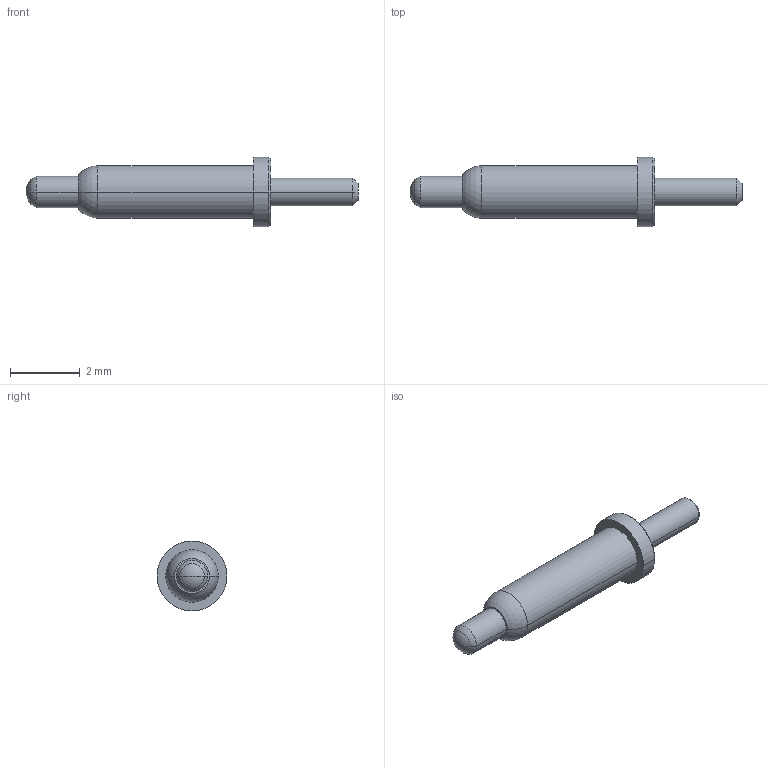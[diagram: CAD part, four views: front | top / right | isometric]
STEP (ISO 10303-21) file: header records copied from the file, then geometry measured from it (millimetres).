
FILE_DESCRIPTION(('Creo Elements/Direct Modeling STEP Export'),'2;1');
FILE_NAME('J-5515PT-1-00-0000.stp','2016-06-14T14:59:30',(''),(''),'Creo Elements/Direct Modeling STEP processor for AP214 (Solid Model)','Creo Elements/Direct Modeling 18.1C 24-Feb-2013 (C) Parametric Technology GmbH','');
FILE_SCHEMA(('AUTOMOTIVE_DESIGN { 1 0 10303 214 1 1 1 1 }'));
Length unit declared in the file: millimetre
Products named in the file (1): J-5515PT-1-00-0000
Bounding box: 9.5 x 2 x 2 mm (x, y, z)
Volume: 12.3 mm3; surface area: 41.5 mm2
Topology: 1 solids, 1 shells, 22 faces, 44 edges, 25 vertices
Faces by surface type: cylinder 8, plane 4, cone 4, sphere 4, torus 2
Entity records: 516 total; most frequent: DIRECTION 90, ORIENTED_EDGE 84, CARTESIAN_POINT 76, EDGE_CURVE 42, AXIS2_PLACEMENT_3D 39, VERTEX_POINT 25, EDGE_LOOP 25, FACE_OUTER_BOUND 22
